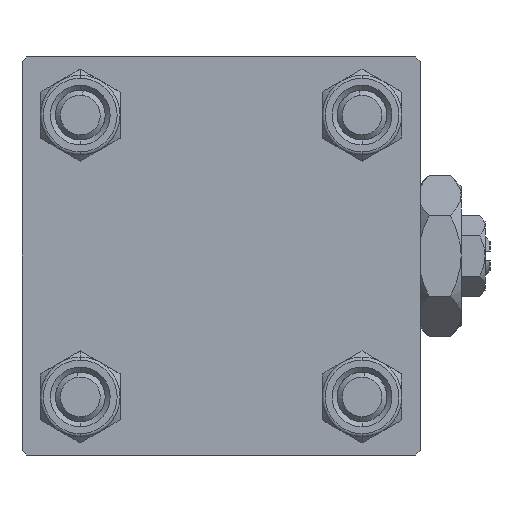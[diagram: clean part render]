
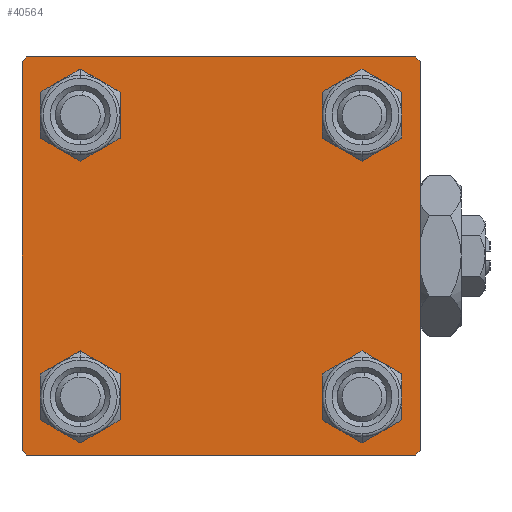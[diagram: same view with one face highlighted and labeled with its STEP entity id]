
A CAD part, left-side view. The second image highlights one B-rep face of the part: STEP entity #40564.
In plain terms, the highlighted planar face has unit normal (-1, 0, 0).
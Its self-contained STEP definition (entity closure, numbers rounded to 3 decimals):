
#400 = CARTESIAN_POINT ( 'NONE',  ( 0., 14.15, 11.15 ) ) ;
#442 = CARTESIAN_POINT ( 'NONE',  ( 0., 14.15, 17.15 ) ) ;
#501 = CIRCLE ( 'NONE', #3915, 3. ) ;
#615 = DIRECTION ( 'NONE',  ( 1., 0., 0. ) ) ;
#2065 = ORIENTED_EDGE ( 'NONE', *, *, #25581, .T. ) ;
#3004 = VECTOR ( 'NONE', #27246, 1000. ) ;
#3144 = CARTESIAN_POINT ( 'NONE',  ( 0., 0., 0. ) ) ;
#3529 = ORIENTED_EDGE ( 'NONE', *, *, #35873, .T. ) ;
#3620 = DIRECTION ( 'NONE',  ( 0., 0., 1. ) ) ;
#3731 = EDGE_CURVE ( 'NONE', #12881, #51069, #50756, .T. ) ;
#3915 = AXIS2_PLACEMENT_3D ( 'NONE', #25628, #50163, #51210 ) ;
#4266 = CIRCLE ( 'NONE', #5976, 3. ) ;
#5518 = EDGE_LOOP ( 'NONE', ( #24380, #2065, #52491, #27057, #20806, #3529, #15518, #43958 ) ) ;
#5773 = AXIS2_PLACEMENT_3D ( 'NONE', #45679, #24613, #44901 ) ;
#5976 = AXIS2_PLACEMENT_3D ( 'NONE', #38628, #42638, #31184 ) ;
#6287 = DIRECTION ( 'NONE',  ( 0., 0., 1. ) ) ;
#6839 = VECTOR ( 'NONE', #34482, 1000. ) ;
#7018 = LINE ( 'NONE', #23265, #22666 ) ;
#7615 = VERTEX_POINT ( 'NONE', #47934 ) ;
#7932 = ORIENTED_EDGE ( 'NONE', *, *, #40211, .T. ) ;
#9098 = CARTESIAN_POINT ( 'NONE',  ( 0., -19.75, -19.75 ) ) ;
#9283 = VERTEX_POINT ( 'NONE', #29619 ) ;
#10369 = AXIS2_PLACEMENT_3D ( 'NONE', #46299, #14293, #6287 ) ;
#10373 = VECTOR ( 'NONE', #25587, 1000. ) ;
#10542 = EDGE_CURVE ( 'NONE', #12881, #27193, #29048, .T. ) ;
#10899 = PLANE ( 'NONE',  #39734 ) ;
#12811 = VERTEX_POINT ( 'NONE', #26507 ) ;
#12881 = VERTEX_POINT ( 'NONE', #22489 ) ;
#12883 = DIRECTION ( 'NONE',  ( 0., 0., 1. ) ) ;
#13056 = DIRECTION ( 'NONE',  ( 1., 0., 0. ) ) ;
#13133 = EDGE_LOOP ( 'NONE', ( #7932, #21705 ) ) ;
#13700 = VERTEX_POINT ( 'NONE', #19648 ) ;
#13748 = AXIS2_PLACEMENT_3D ( 'NONE', #38361, #18112, #3620 ) ;
#13804 = VECTOR ( 'NONE', #33049, 1000. ) ;
#13832 = CARTESIAN_POINT ( 'NONE',  ( 0., -19.5, 20. ) ) ;
#13987 = CARTESIAN_POINT ( 'NONE',  ( 0., -19.75, 19.75 ) ) ;
#14257 = ORIENTED_EDGE ( 'NONE', *, *, #40404, .T. ) ;
#14293 = DIRECTION ( 'NONE',  ( 1., 0., 0. ) ) ;
#14717 = EDGE_CURVE ( 'NONE', #31310, #21174, #27588, .T. ) ;
#14903 = VERTEX_POINT ( 'NONE', #400 ) ;
#15158 = VERTEX_POINT ( 'NONE', #38475 ) ;
#15407 = FACE_BOUND ( 'NONE', #23234, .T. ) ;
#15518 = ORIENTED_EDGE ( 'NONE', *, *, #3731, .F. ) ;
#15550 = CARTESIAN_POINT ( 'NONE',  ( 0., -14.15, -11.15 ) ) ;
#15811 = CARTESIAN_POINT ( 'NONE',  ( 0., -19.5, -20. ) ) ;
#17773 = DIRECTION ( 'NONE',  ( 0., 0., 1. ) ) ;
#18112 = DIRECTION ( 'NONE',  ( 1., 0., 0. ) ) ;
#18219 = VERTEX_POINT ( 'NONE', #29435 ) ;
#19409 = DIRECTION ( 'NONE',  ( -1., 0., 0. ) ) ;
#19648 = CARTESIAN_POINT ( 'NONE',  ( 0., -20., 19.5 ) ) ;
#20785 = VECTOR ( 'NONE', #26249, 1000. ) ;
#20806 = ORIENTED_EDGE ( 'NONE', *, *, #37216, .F. ) ;
#20944 = CIRCLE ( 'NONE', #48192, 3. ) ;
#21083 = LINE ( 'NONE', #9098, #27370 ) ;
#21174 = VERTEX_POINT ( 'NONE', #15550 ) ;
#21381 = CIRCLE ( 'NONE', #10369, 3. ) ;
#21705 = ORIENTED_EDGE ( 'NONE', *, *, #22444, .T. ) ;
#21854 = DIRECTION ( 'NONE',  ( 0., -0.707, 0.707 ) ) ;
#22444 = EDGE_CURVE ( 'NONE', #15158, #7615, #4266, .T. ) ;
#22489 = CARTESIAN_POINT ( 'NONE',  ( 0., 19.5, 20. ) ) ;
#22666 = VECTOR ( 'NONE', #39535, 1000. ) ;
#23234 = EDGE_LOOP ( 'NONE', ( #30291, #45500 ) ) ;
#23265 = CARTESIAN_POINT ( 'NONE',  ( 0., 20., -20. ) ) ;
#24038 = ORIENTED_EDGE ( 'NONE', *, *, #29148, .T. ) ;
#24246 = CARTESIAN_POINT ( 'NONE',  ( 0., 19.75, 19.75 ) ) ;
#24380 = ORIENTED_EDGE ( 'NONE', *, *, #25390, .T. ) ;
#24613 = DIRECTION ( 'NONE',  ( 1., 0., 0. ) ) ;
#24945 = CARTESIAN_POINT ( 'NONE',  ( 0., 19.75, -19.75 ) ) ;
#25390 = EDGE_CURVE ( 'NONE', #27193, #9283, #37845, .T. ) ;
#25516 = EDGE_CURVE ( 'NONE', #21174, #31310, #26530, .T. ) ;
#25581 = EDGE_CURVE ( 'NONE', #9283, #12811, #36154, .T. ) ;
#25587 = DIRECTION ( 'NONE',  ( 0., 0., -1. ) ) ;
#25628 = CARTESIAN_POINT ( 'NONE',  ( 0., -14.15, 14.15 ) ) ;
#26173 = EDGE_CURVE ( 'NONE', #43701, #37386, #21083, .T. ) ;
#26249 = DIRECTION ( 'NONE',  ( 0., 0.707, 0.707 ) ) ;
#26507 = CARTESIAN_POINT ( 'NONE',  ( 0., 19.5, -20. ) ) ;
#26530 = CIRCLE ( 'NONE', #13748, 3. ) ;
#27057 = ORIENTED_EDGE ( 'NONE', *, *, #26173, .T. ) ;
#27152 = FACE_BOUND ( 'NONE', #13133, .T. ) ;
#27193 = VERTEX_POINT ( 'NONE', #39708 ) ;
#27246 = DIRECTION ( 'NONE',  ( 0., 0., -1. ) ) ;
#27370 = VECTOR ( 'NONE', #21854, 1000. ) ;
#27588 = CIRCLE ( 'NONE', #44614, 3. ) ;
#29048 = LINE ( 'NONE', #24246, #13804 ) ;
#29148 = EDGE_CURVE ( 'NONE', #38476, #14903, #21381, .T. ) ;
#29435 = CARTESIAN_POINT ( 'NONE',  ( 0., 14.15, -11.15 ) ) ;
#29619 = CARTESIAN_POINT ( 'NONE',  ( 0., 20., -19.5 ) ) ;
#30291 = ORIENTED_EDGE ( 'NONE', *, *, #25516, .T. ) ;
#30796 = VECTOR ( 'NONE', #37220, 1000. ) ;
#31184 = DIRECTION ( 'NONE',  ( 0., 0., 1. ) ) ;
#31310 = VERTEX_POINT ( 'NONE', #48757 ) ;
#31674 = FACE_OUTER_BOUND ( 'NONE', #5518, .T. ) ;
#32632 = CARTESIAN_POINT ( 'NONE',  ( 0., 14.15, -17.15 ) ) ;
#32790 = CARTESIAN_POINT ( 'NONE',  ( 0., 14.15, -14.15 ) ) ;
#33049 = DIRECTION ( 'NONE',  ( 0., 0.707, -0.707 ) ) ;
#33069 = ORIENTED_EDGE ( 'NONE', *, *, #47353, .T. ) ;
#33515 = DIRECTION ( 'NONE',  ( 1., 0., 0. ) ) ;
#33575 = DIRECTION ( 'NONE',  ( 0., 0., 1. ) ) ;
#33576 = AXIS2_PLACEMENT_3D ( 'NONE', #40625, #615, #12883 ) ;
#33859 = CIRCLE ( 'NONE', #5773, 3. ) ;
#34482 = DIRECTION ( 'NONE',  ( 0., -1., 0. ) ) ;
#35090 = EDGE_CURVE ( 'NONE', #14903, #38476, #40389, .T. ) ;
#35873 = EDGE_CURVE ( 'NONE', #13700, #51069, #36681, .T. ) ;
#36154 = LINE ( 'NONE', #24945, #30796 ) ;
#36681 = LINE ( 'NONE', #13987, #20785 ) ;
#36937 = VERTEX_POINT ( 'NONE', #32632 ) ;
#37216 = EDGE_CURVE ( 'NONE', #13700, #37386, #39499, .T. ) ;
#37220 = DIRECTION ( 'NONE',  ( 0., -0.707, -0.707 ) ) ;
#37386 = VERTEX_POINT ( 'NONE', #40577 ) ;
#37845 = LINE ( 'NONE', #49878, #10373 ) ;
#38217 = CARTESIAN_POINT ( 'NONE',  ( 0., 20., 20. ) ) ;
#38361 = CARTESIAN_POINT ( 'NONE',  ( 0., -14.15, -14.15 ) ) ;
#38475 = CARTESIAN_POINT ( 'NONE',  ( 0., -14.15, 11.15 ) ) ;
#38476 = VERTEX_POINT ( 'NONE', #442 ) ;
#38628 = CARTESIAN_POINT ( 'NONE',  ( 0., -14.15, 14.15 ) ) ;
#39499 = LINE ( 'NONE', #51252, #3004 ) ;
#39535 = DIRECTION ( 'NONE',  ( 0., -1., 0. ) ) ;
#39671 = FACE_BOUND ( 'NONE', #45890, .T. ) ;
#39708 = CARTESIAN_POINT ( 'NONE',  ( 0., 20., 19.5 ) ) ;
#39734 = AXIS2_PLACEMENT_3D ( 'NONE', #3144, #19409, #48203 ) ;
#40211 = EDGE_CURVE ( 'NONE', #7615, #15158, #501, .T. ) ;
#40389 = CIRCLE ( 'NONE', #33576, 3. ) ;
#40404 = EDGE_CURVE ( 'NONE', #18219, #36937, #20944, .T. ) ;
#40564 = ADVANCED_FACE ( 'NONE', ( #27152, #15407, #43677, #39671, #31674 ), #10899, .T. ) ;
#40577 = CARTESIAN_POINT ( 'NONE',  ( 0., -20., -19.5 ) ) ;
#40625 = CARTESIAN_POINT ( 'NONE',  ( 0., 14.15, 14.15 ) ) ;
#40768 = EDGE_CURVE ( 'NONE', #12811, #43701, #7018, .T. ) ;
#42638 = DIRECTION ( 'NONE',  ( 1., 0., 0. ) ) ;
#43677 = FACE_BOUND ( 'NONE', #52420, .T. ) ;
#43701 = VERTEX_POINT ( 'NONE', #15811 ) ;
#43722 = ORIENTED_EDGE ( 'NONE', *, *, #35090, .T. ) ;
#43958 = ORIENTED_EDGE ( 'NONE', *, *, #10542, .T. ) ;
#44614 = AXIS2_PLACEMENT_3D ( 'NONE', #50552, #33515, #17773 ) ;
#44901 = DIRECTION ( 'NONE',  ( 0., 0., 1. ) ) ;
#45500 = ORIENTED_EDGE ( 'NONE', *, *, #14717, .T. ) ;
#45679 = CARTESIAN_POINT ( 'NONE',  ( 0., 14.15, -14.15 ) ) ;
#45890 = EDGE_LOOP ( 'NONE', ( #24038, #43722 ) ) ;
#46299 = CARTESIAN_POINT ( 'NONE',  ( 0., 14.15, 14.15 ) ) ;
#47353 = EDGE_CURVE ( 'NONE', #36937, #18219, #33859, .T. ) ;
#47934 = CARTESIAN_POINT ( 'NONE',  ( 0., -14.15, 17.15 ) ) ;
#48192 = AXIS2_PLACEMENT_3D ( 'NONE', #32790, #13056, #33575 ) ;
#48203 = DIRECTION ( 'NONE',  ( 0., 0., 1. ) ) ;
#48757 = CARTESIAN_POINT ( 'NONE',  ( 0., -14.15, -17.15 ) ) ;
#49878 = CARTESIAN_POINT ( 'NONE',  ( 0., 20., 20. ) ) ;
#50163 = DIRECTION ( 'NONE',  ( 1., 0., 0. ) ) ;
#50552 = CARTESIAN_POINT ( 'NONE',  ( 0., -14.15, -14.15 ) ) ;
#50756 = LINE ( 'NONE', #38217, #6839 ) ;
#51069 = VERTEX_POINT ( 'NONE', #13832 ) ;
#51210 = DIRECTION ( 'NONE',  ( 0., 0., 1. ) ) ;
#51252 = CARTESIAN_POINT ( 'NONE',  ( 0., -20., 20. ) ) ;
#52420 = EDGE_LOOP ( 'NONE', ( #14257, #33069 ) ) ;
#52491 = ORIENTED_EDGE ( 'NONE', *, *, #40768, .T. ) ;
